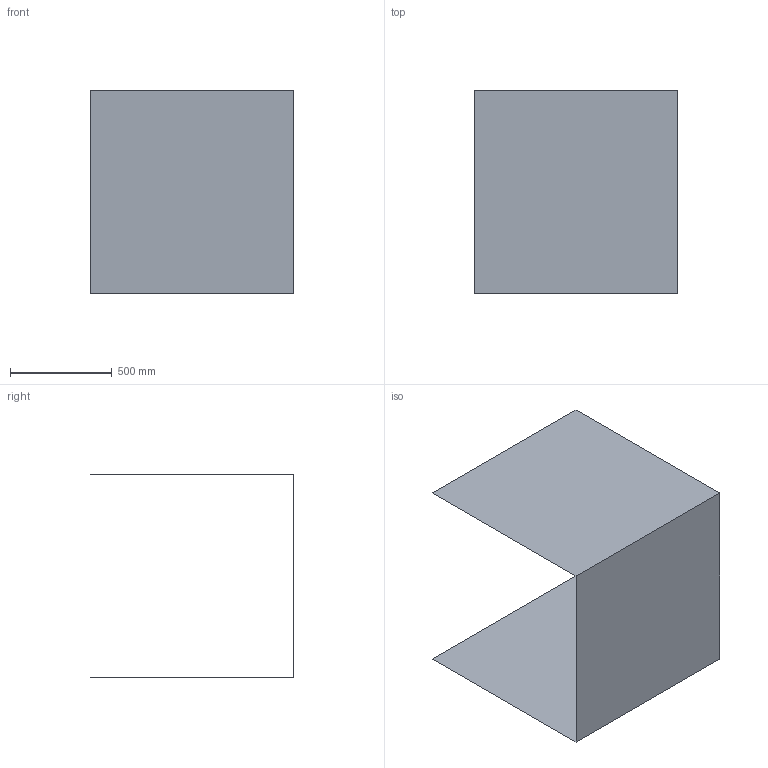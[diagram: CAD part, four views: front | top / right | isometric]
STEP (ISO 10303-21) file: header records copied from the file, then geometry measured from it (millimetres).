
FILE_DESCRIPTION(('Satellite Model for Testing'),'2;1');
FILE_NAME('Satellite.step','2026-01-11T00:00:00',('CDM-17 Test'),('ALT'),'Open CASCADE STEP processor 7.6','FreeCAD v0.21','');
FILE_SCHEMA(('AUTOMOTIVE_DESIGN { 1 0 10303 214 1 1 1 1 }'));
Length unit declared in the file: millimetre
Products named in the file (1): SatelliteBody
Bounding box: 1000 x 1000 x 1000 mm (x, y, z)
Topology: 0 solids, 3 shells, 5 faces, 10 edges, 8 vertices
Faces by surface type: plane 5
Entity records: 136 total; most frequent: ORIENTED_EDGE 24, CARTESIAN_POINT 20, DIRECTION 12, EDGE_CURVE 12, LINE 11, VERTEX_POINT 8, AXIS2_PLACEMENT_3D 7, ADVANCED_FACE 6
